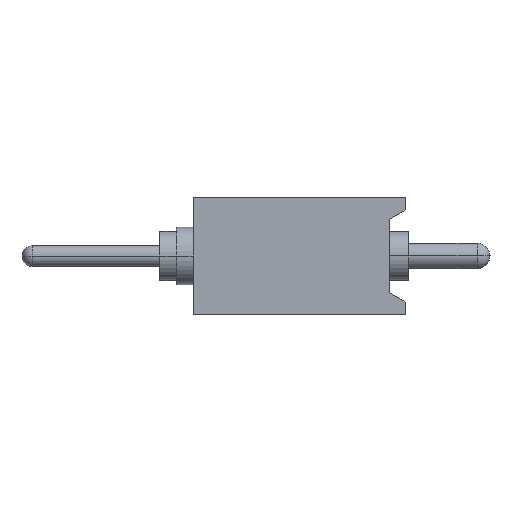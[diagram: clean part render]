
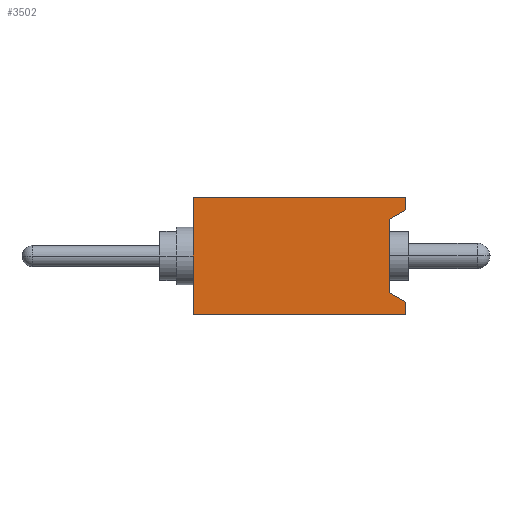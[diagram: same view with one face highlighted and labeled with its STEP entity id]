
A CAD part, left-side view. The second image highlights one B-rep face of the part: STEP entity #3502.
In plain terms, the highlighted planar face has unit normal (-1, 0, 0).
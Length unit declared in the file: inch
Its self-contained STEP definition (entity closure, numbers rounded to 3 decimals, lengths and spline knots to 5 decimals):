
#1 = CARTESIAN_POINT ( 'NONE',  ( 0., 0., -0.087 ) ) ;
#8 = LINE ( 'NONE', #3069, #3588 ) ;
#37 = EDGE_CURVE ( 'NONE', #258, #4470, #784, .T. ) ;
#168 = EDGE_LOOP ( 'NONE', ( #3118, #2008, #899, #3843, #236, #2716, #1388, #1766 ) ) ;
#206 = EDGE_CURVE ( 'NONE', #4470, #527, #1089, .T. ) ;
#236 = ORIENTED_EDGE ( 'NONE', *, *, #1268, .F. ) ;
#258 = VERTEX_POINT ( 'NONE', #3865 ) ;
#272 = LINE ( 'NONE', #1368, #4489 ) ;
#296 = CARTESIAN_POINT ( 'NONE',  ( 0., -0.159, -0.00907 ) ) ;
#321 = LINE ( 'NONE', #3106, #2473 ) ;
#527 = VERTEX_POINT ( 'NONE', #2574 ) ;
#630 = VERTEX_POINT ( 'NONE', #3656 ) ;
#784 = LINE ( 'NONE', #1832, #1361 ) ;
#899 = ORIENTED_EDGE ( 'NONE', *, *, #2020, .T. ) ;
#1089 = LINE ( 'NONE', #1770, #3781 ) ;
#1167 = CARTESIAN_POINT ( 'NONE',  ( 0., -0.159, 0. ) ) ;
#1268 = EDGE_CURVE ( 'NONE', #3834, #3336, #3232, .T. ) ;
#1324 = CARTESIAN_POINT ( 'NONE',  ( 0., -0.147, -0.071 ) ) ;
#1361 = VECTOR ( 'NONE', #3080, 39.37008 ) ;
#1368 = CARTESIAN_POINT ( 'NONE',  ( 0., -0.12526, -0.02855 ) ) ;
#1388 = ORIENTED_EDGE ( 'NONE', *, *, #206, .F. ) ;
#1539 = FACE_OUTER_BOUND ( 'NONE', #168, .T. ) ;
#1660 = DIRECTION ( 'NONE',  ( 0., 0.866, -0.5 ) ) ;
#1677 = VECTOR ( 'NONE', #3602, 39.37008 ) ;
#1723 = LINE ( 'NONE', #2724, #3145 ) ;
#1766 = ORIENTED_EDGE ( 'NONE', *, *, #37, .F. ) ;
#1770 = CARTESIAN_POINT ( 'NONE',  ( 0., -0.16293, -0.0802 ) ) ;
#1832 = CARTESIAN_POINT ( 'NONE',  ( 0., -0.147, -0.087 ) ) ;
#1922 = EDGE_CURVE ( 'NONE', #2951, #258, #272, .T. ) ;
#2008 = ORIENTED_EDGE ( 'NONE', *, *, #2812, .T. ) ;
#2020 = EDGE_CURVE ( 'NONE', #4224, #630, #321, .T. ) ;
#2066 = DIRECTION ( 'NONE',  ( 0., 0., 1. ) ) ;
#2232 = LINE ( 'NONE', #3951, #1677 ) ;
#2473 = VECTOR ( 'NONE', #2956, 39.37008 ) ;
#2574 = CARTESIAN_POINT ( 'NONE',  ( 0., -0.159, -0.07793 ) ) ;
#2716 = ORIENTED_EDGE ( 'NONE', *, *, #4043, .T. ) ;
#2724 = CARTESIAN_POINT ( 'NONE',  ( 0., 0., -0.087 ) ) ;
#2812 = EDGE_CURVE ( 'NONE', #2951, #4224, #2232, .T. ) ;
#2922 = DIRECTION ( 'NONE',  ( 0., 1., 0. ) ) ;
#2951 = VERTEX_POINT ( 'NONE', #296 ) ;
#2956 = DIRECTION ( 'NONE',  ( 0., 1., 0. ) ) ;
#2998 = EDGE_CURVE ( 'NONE', #3336, #630, #1723, .T. ) ;
#3069 = CARTESIAN_POINT ( 'NONE',  ( 0., -0.159, -0.087 ) ) ;
#3080 = DIRECTION ( 'NONE',  ( 0., 0., -1. ) ) ;
#3106 = CARTESIAN_POINT ( 'NONE',  ( 0., -0.159, 0. ) ) ;
#3118 = ORIENTED_EDGE ( 'NONE', *, *, #1922, .F. ) ;
#3145 = VECTOR ( 'NONE', #4094, 39.37008 ) ;
#3181 = CARTESIAN_POINT ( 'NONE',  ( 0., -0.159, -0.087 ) ) ;
#3232 = LINE ( 'NONE', #3869, #3779 ) ;
#3251 = DIRECTION ( 'NONE',  ( 0., 0., 1. ) ) ;
#3317 = CARTESIAN_POINT ( 'NONE',  ( 0., -0.159, -0.087 ) ) ;
#3336 = VERTEX_POINT ( 'NONE', #1 ) ;
#3502 = ADVANCED_FACE ( 'NONE', ( #1539 ), #4358, .T. ) ;
#3528 = DIRECTION ( 'NONE',  ( 0., -0.866, -0.5 ) ) ;
#3588 = VECTOR ( 'NONE', #2066, 39.37008 ) ;
#3602 = DIRECTION ( 'NONE',  ( 0., 0., 1. ) ) ;
#3656 = CARTESIAN_POINT ( 'NONE',  ( 0., 0., 0. ) ) ;
#3779 = VECTOR ( 'NONE', #2922, 39.37008 ) ;
#3781 = VECTOR ( 'NONE', #3528, 39.37008 ) ;
#3834 = VERTEX_POINT ( 'NONE', #3181 ) ;
#3843 = ORIENTED_EDGE ( 'NONE', *, *, #2998, .F. ) ;
#3865 = CARTESIAN_POINT ( 'NONE',  ( 0., -0.147, -0.016 ) ) ;
#3869 = CARTESIAN_POINT ( 'NONE',  ( 0., -0.159, -0.087 ) ) ;
#3951 = CARTESIAN_POINT ( 'NONE',  ( 0., -0.159, -0.087 ) ) ;
#4043 = EDGE_CURVE ( 'NONE', #3834, #527, #8, .T. ) ;
#4094 = DIRECTION ( 'NONE',  ( 0., 0., 1. ) ) ;
#4152 = AXIS2_PLACEMENT_3D ( 'NONE', #3317, #4310, #3251 ) ;
#4224 = VERTEX_POINT ( 'NONE', #1167 ) ;
#4310 = DIRECTION ( 'NONE',  ( -1., 0., 0. ) ) ;
#4358 = PLANE ( 'NONE',  #4152 ) ;
#4470 = VERTEX_POINT ( 'NONE', #1324 ) ;
#4489 = VECTOR ( 'NONE', #1660, 39.37008 ) ;
